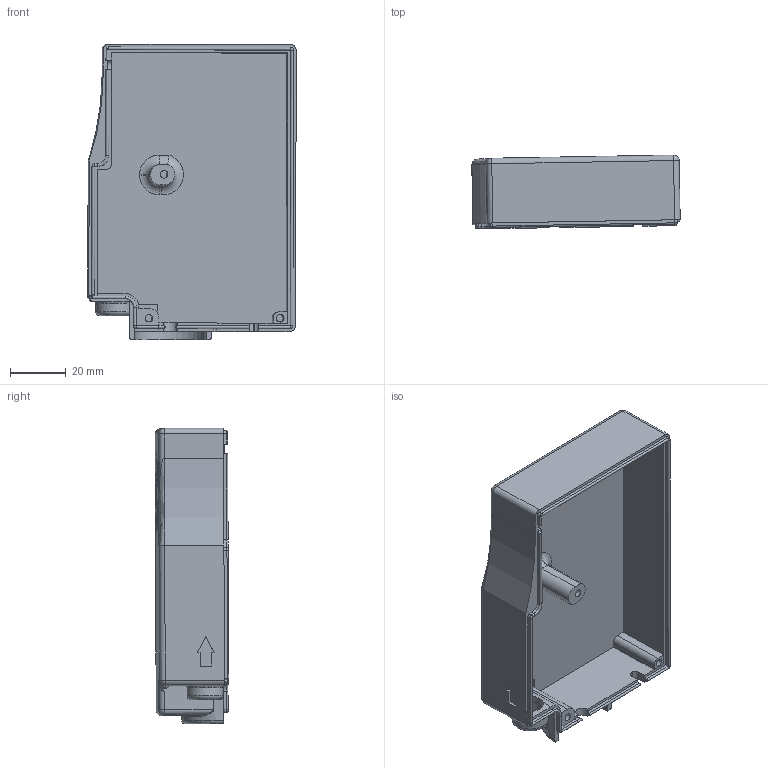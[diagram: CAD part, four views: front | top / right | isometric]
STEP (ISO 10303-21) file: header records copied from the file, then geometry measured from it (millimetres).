
FILE_DESCRIPTION(/* description */ (''),/* implementation_level */ '2;1');
FILE_NAME(/* name */ 'pump_right_side.step',/* time_stamp */ '2023-12-29T21:06:24+01:00',/* author */ (''),/* organization */ (''),/* preprocessor_version */ 'ST-DEVELOPER v20',/* originating_system */ 'Autodesk Translation Framework v12.14.0.127',/* authorisation */ '');
FILE_SCHEMA (('AUTOMOTIVE_DESIGN { 1 0 10303 214 3 1 1 }'));
Length unit declared in the file: millimetre
Products named in the file (1): LEFT SIDE
Bounding box: 74.61 x 26.34 x 105.84 mm (x, y, z)
Volume: 45345.1 mm3; surface area: 31520.3 mm2
Topology: 1 solids, 1 shells, 278 faces, 762 edges, 485 vertices
Faces by surface type: plane 118, bspline 77, cylinder 67, torus 11, sphere 5
Full cylindrical faces by diameter (mm): 2.7 x3, 9.457 x1, 10.457 x1
Entity records: 9701 total; most frequent: CARTESIAN_POINT 3013, ORIENTED_EDGE 1508, DIRECTION 1210, EDGE_CURVE 754, VERTEX_POINT 485, LINE 424, VECTOR 424, AXIS2_PLACEMENT_3D 393
